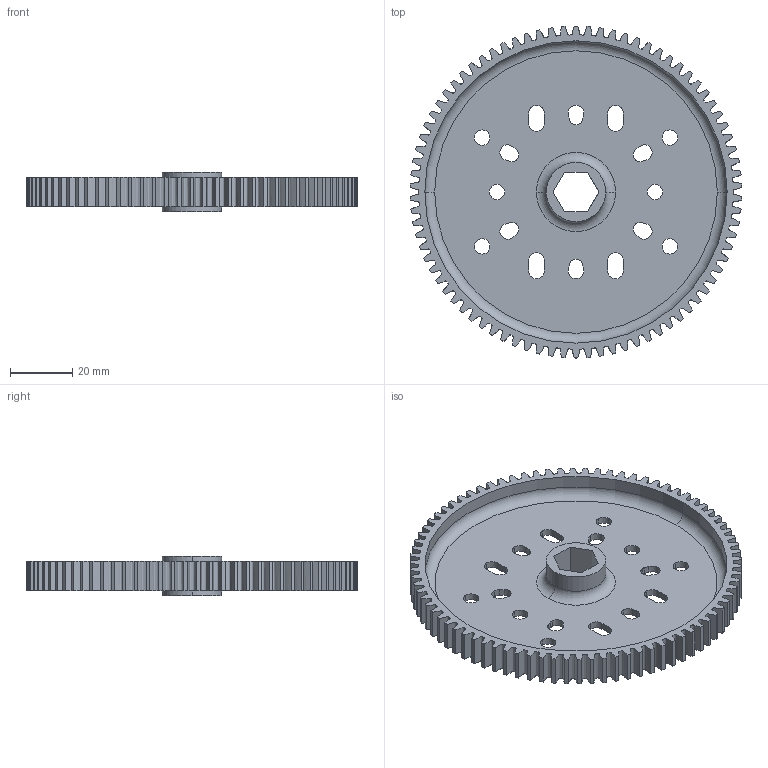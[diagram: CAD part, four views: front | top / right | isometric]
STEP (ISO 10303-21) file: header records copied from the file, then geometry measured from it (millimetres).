
FILE_DESCRIPTION (( 'STEP AP214' ), '1' );
FILE_NAME ('WCP-1438 Rev1.step', '2024-01-26T20:56:43', ( '' ), ( '' ), 'SwSTEP 2.0', 'SolidWorks 2022', '' );
FILE_SCHEMA (( 'AUTOMOTIVE_DESIGN' ));
Length unit declared in the file: inch
Products named in the file (1): WCP-1438 Rev1
Bounding box: 106.64 x 106.68 x 12.65 mm (x, y, z)
Volume: 30717.6 mm3; surface area: 25776.4 mm2
Topology: 1 solids, 1 shells, 396 faces, 1121 edges, 746 vertices
Faces by surface type: bspline 132, cylinder 130, plane 130, torus 4
Entity records: 39657 total; most frequent: CARTESIAN_POINT 29916, ORIENTED_EDGE 2242, DIRECTION 1655, EDGE_CURVE 1121, VERTEX_POINT 746, LINE 589, VECTOR 589, AXIS2_PLACEMENT_3D 533
